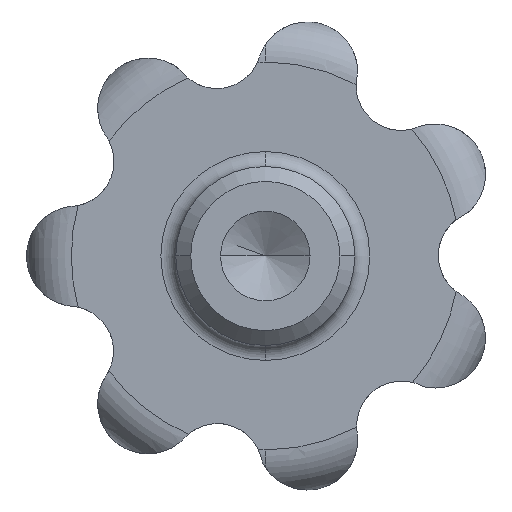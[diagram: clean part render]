
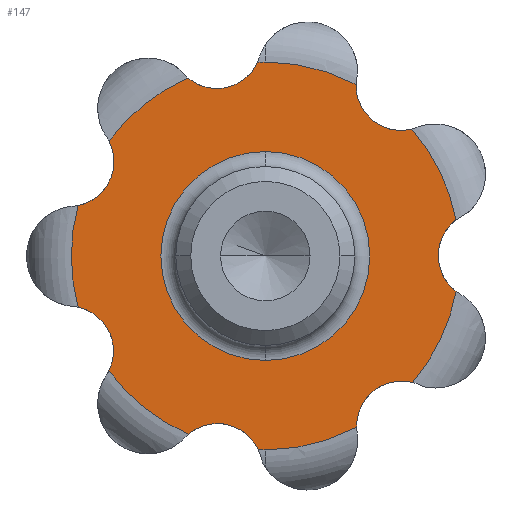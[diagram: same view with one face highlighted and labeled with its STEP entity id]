
A CAD part, front view. The second image highlights one B-rep face of the part: STEP entity #147.
In plain terms, the highlighted planar face has unit normal (0, -1, 0).
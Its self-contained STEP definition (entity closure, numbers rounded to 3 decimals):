
#147 = ADVANCED_FACE( '', ( #294, #295 ), #296, .T. );
#294 = FACE_OUTER_BOUND( '', #442, .T. );
#295 = FACE_BOUND( '', #443, .T. );
#296 = PLANE( '', #444 );
#442 = EDGE_LOOP( '', ( #1052, #1053, #1054, #1055, #1056, #1057, #1058, #1059, #1060, #1061, #1062, #1063, #1064, #1065, #1066, #1067 ) );
#443 = EDGE_LOOP( '', ( #1068, #1069, #1070 ) );
#444 = AXIS2_PLACEMENT_3D( '', #1071, #1072, #1073 );
#1052 = ORIENTED_EDGE( '', *, *, #1172, .T. );
#1053 = ORIENTED_EDGE( '', *, *, #1261, .F. );
#1054 = ORIENTED_EDGE( '', *, *, #1242, .T. );
#1055 = ORIENTED_EDGE( '', *, *, #1256, .F. );
#1056 = ORIENTED_EDGE( '', *, *, #1229, .T. );
#1057 = ORIENTED_EDGE( '', *, *, #1254, .F. );
#1058 = ORIENTED_EDGE( '', *, *, #1113, .F. );
#1059 = ORIENTED_EDGE( '', *, *, #1222, .T. );
#1060 = ORIENTED_EDGE( '', *, *, #1250, .F. );
#1061 = ORIENTED_EDGE( '', *, *, #1209, .T. );
#1062 = ORIENTED_EDGE( '', *, *, #1252, .F. );
#1063 = ORIENTED_EDGE( '', *, *, #1197, .T. );
#1064 = ORIENTED_EDGE( '', *, *, #1101, .F. );
#1065 = ORIENTED_EDGE( '', *, *, #1255, .F. );
#1066 = ORIENTED_EDGE( '', *, *, #1185, .T. );
#1067 = ORIENTED_EDGE( '', *, *, #1258, .F. );
#1068 = ORIENTED_EDGE( '', *, *, #1277, .T. );
#1069 = ORIENTED_EDGE( '', *, *, #1078, .T. );
#1070 = ORIENTED_EDGE( '', *, *, #1278, .T. );
#1071 = CARTESIAN_POINT( '', ( 10., 10., 0. ) );
#1072 = DIRECTION( '', ( 0., -1., 0. ) );
#1073 = DIRECTION( '', ( -1., 0., 0. ) );
#1078 = EDGE_CURVE( '', #1280, #1286, #1288, .T. );
#1101 = EDGE_CURVE( '', #1329, #1332, #1333, .T. );
#1113 = EDGE_CURVE( '', #1354, #1344, #1356, .T. );
#1172 = EDGE_CURVE( '', #1459, #1457, #1460, .T. );
#1185 = EDGE_CURVE( '', #1482, #1480, #1483, .T. );
#1197 = EDGE_CURVE( '', #1501, #1332, #1502, .T. );
#1209 = EDGE_CURVE( '', #1522, #1520, #1523, .T. );
#1222 = EDGE_CURVE( '', #1354, #1543, #1545, .T. );
#1229 = EDGE_CURVE( '', #1554, #1552, #1555, .T. );
#1242 = EDGE_CURVE( '', #1577, #1575, #1578, .T. );
#1250 = EDGE_CURVE( '', #1522, #1543, #1590, .T. );
#1252 = EDGE_CURVE( '', #1501, #1520, #1592, .T. );
#1254 = EDGE_CURVE( '', #1344, #1552, #1594, .T. );
#1255 = EDGE_CURVE( '', #1482, #1329, #1595, .T. );
#1256 = EDGE_CURVE( '', #1554, #1575, #1596, .T. );
#1258 = EDGE_CURVE( '', #1459, #1480, #1598, .T. );
#1261 = EDGE_CURVE( '', #1577, #1457, #1601, .T. );
#1277 = EDGE_CURVE( '', #1617, #1280, #1618, .T. );
#1278 = EDGE_CURVE( '', #1286, #1617, #1619, .T. );
#1280 = VERTEX_POINT( '', #1621 );
#1286 = VERTEX_POINT( '', #1627 );
#1288 = CIRCLE( '', #1629, 7. );
#1329 = VERTEX_POINT( '', #1750 );
#1332 = VERTEX_POINT( '', #1753 );
#1333 = CIRCLE( '', #1754, 13. );
#1344 = VERTEX_POINT( '', #1805 );
#1354 = VERTEX_POINT( '', #1850 );
#1356 = CIRCLE( '', #1855, 13. );
#1457 = VERTEX_POINT( '', #2257 );
#1459 = VERTEX_POINT( '', #2262 );
#1460 = CIRCLE( '', #2263, 3. );
#1480 = VERTEX_POINT( '', #2362 );
#1482 = VERTEX_POINT( '', #2367 );
#1483 = CIRCLE( '', #2368, 3. );
#1501 = VERTEX_POINT( '', #2465 );
#1502 = CIRCLE( '', #2466, 3. );
#1520 = VERTEX_POINT( '', #2558 );
#1522 = VERTEX_POINT( '', #2563 );
#1523 = CIRCLE( '', #2564, 3. );
#1543 = VERTEX_POINT( '', #2659 );
#1545 = CIRCLE( '', #2664, 3. );
#1552 = VERTEX_POINT( '', #2698 );
#1554 = VERTEX_POINT( '', #2703 );
#1555 = CIRCLE( '', #2704, 3. );
#1575 = VERTEX_POINT( '', #2803 );
#1577 = VERTEX_POINT( '', #2808 );
#1578 = CIRCLE( '', #2809, 3. );
#1590 = CIRCLE( '', #2862, 13. );
#1592 = CIRCLE( '', #2864, 13. );
#1594 = CIRCLE( '', #2866, 13. );
#1595 = CIRCLE( '', #2867, 13. );
#1596 = CIRCLE( '', #2868, 13. );
#1598 = CIRCLE( '', #2870, 13. );
#1601 = CIRCLE( '', #2873, 13. );
#1617 = VERTEX_POINT( '', #2889 );
#1618 = CIRCLE( '', #2890, 7. );
#1619 = CIRCLE( '', #2891, 7. );
#1621 = CARTESIAN_POINT( '', ( 0., 10., -7. ) );
#1627 = CARTESIAN_POINT( '', ( 0., 10., 7. ) );
#1629 = AXIS2_PLACEMENT_3D( '', #2904, #2905, #2906 );
#1750 = CARTESIAN_POINT( '', ( 0., 10., 13. ) );
#1753 = CARTESIAN_POINT( '', ( 6.081, 10., 11.49 ) );
#1754 = AXIS2_PLACEMENT_3D( '', #2941, #2942, #2943 );
#1805 = CARTESIAN_POINT( '', ( 0., 10., -13. ) );
#1850 = CARTESIAN_POINT( '', ( 6.121, 10., -11.469 ) );
#1855 = AXIS2_PLACEMENT_3D( '', #2953, #2954, #2955 );
#2257 = CARTESIAN_POINT( '', ( -12.552, 10., 3.384 ) );
#2262 = CARTESIAN_POINT( '', ( -10.476, 10., 7.698 ) );
#2263 = AXIS2_PLACEMENT_3D( '', #2995, #2996, #2997 );
#2362 = CARTESIAN_POINT( '', ( -5.186, 10., 11.921 ) );
#2367 = CARTESIAN_POINT( '', ( -0.519, 10., 12.99 ) );
#2368 = AXIS2_PLACEMENT_3D( '', #3001, #3002, #3003 );
#2465 = CARTESIAN_POINT( '', ( 9.828, 10., 8.51 ) );
#2466 = AXIS2_PLACEMENT_3D( '', #3007, #3008, #3009 );
#2558 = CARTESIAN_POINT( '', ( 12.774, 10., 2.416 ) );
#2563 = CARTESIAN_POINT( '', ( 12.782, 10., -2.371 ) );
#2564 = AXIS2_PLACEMENT_3D( '', #3013, #3014, #3015 );
#2659 = CARTESIAN_POINT( '', ( 9.857, 10., -8.476 ) );
#2664 = AXIS2_PLACEMENT_3D( '', #3019, #3020, #3021 );
#2698 = CARTESIAN_POINT( '', ( -0.474, 10., -12.991 ) );
#2703 = CARTESIAN_POINT( '', ( -5.144, 10., -11.939 ) );
#2704 = AXIS2_PLACEMENT_3D( '', #3025, #3026, #3027 );
#2803 = CARTESIAN_POINT( '', ( -10.48, 10., -7.692 ) );
#2808 = CARTESIAN_POINT( '', ( -12.538, 10., -3.435 ) );
#2809 = AXIS2_PLACEMENT_3D( '', #3031, #3032, #3033 );
#2862 = AXIS2_PLACEMENT_3D( '', #3035, #3036, #3037 );
#2864 = AXIS2_PLACEMENT_3D( '', #3041, #3042, #3043 );
#2866 = AXIS2_PLACEMENT_3D( '', #3047, #3048, #3049 );
#2867 = AXIS2_PLACEMENT_3D( '', #3050, #3051, #3052 );
#2868 = AXIS2_PLACEMENT_3D( '', #3053, #3054, #3055 );
#2870 = AXIS2_PLACEMENT_3D( '', #3059, #3060, #3061 );
#2873 = AXIS2_PLACEMENT_3D( '', #3068, #3069, #3070 );
#2889 = CARTESIAN_POINT( '', ( 7., 10., 0. ) );
#2890 = AXIS2_PLACEMENT_3D( '', #3116, #3117, #3118 );
#2891 = AXIS2_PLACEMENT_3D( '', #3119, #3120, #3121 );
#2904 = CARTESIAN_POINT( '', ( 0., 10., 0. ) );
#2905 = DIRECTION( '', ( 0., 1., 0. ) );
#2906 = DIRECTION( '', ( 1., 0., 0. ) );
#2941 = CARTESIAN_POINT( '', ( 0., 10., 0. ) );
#2942 = DIRECTION( '', ( 0., 1., 0. ) );
#2943 = DIRECTION( '', ( 1., 0., 0. ) );
#2953 = CARTESIAN_POINT( '', ( 0., 10., 0. ) );
#2954 = DIRECTION( '', ( 0., 1., 0. ) );
#2955 = DIRECTION( '', ( 1., 0., 0. ) );
#2995 = CARTESIAN_POINT( '', ( -13.143, 10., 6.325 ) );
#2996 = DIRECTION( '', ( 0., 1., 0. ) );
#2997 = DIRECTION( '', ( 0.085, 0., -0.996 ) );
#3001 = CARTESIAN_POINT( '', ( -3.256, 10., 14.218 ) );
#3002 = DIRECTION( '', ( 0., 1., 0. ) );
#3003 = DIRECTION( '', ( -0.725, 0., -0.688 ) );
#3007 = CARTESIAN_POINT( '', ( 9.08, 10., 11.415 ) );
#3008 = DIRECTION( '', ( 0., 1., 0. ) );
#3009 = DIRECTION( '', ( -0.991, 0., 0.137 ) );
#3013 = CARTESIAN_POINT( '', ( 14.586, 10., 0.025 ) );
#3014 = DIRECTION( '', ( 0., 1., 0. ) );
#3015 = DIRECTION( '', ( -0.511, 0., 0.86 ) );
#3019 = CARTESIAN_POINT( '', ( 9.12, 10., -11.384 ) );
#3020 = DIRECTION( '', ( 0., 1., 0. ) );
#3021 = DIRECTION( '', ( 0.353, 0., 0.935 ) );
#3025 = CARTESIAN_POINT( '', ( -3.207, 10., -14.229 ) );
#3026 = DIRECTION( '', ( 0., 1., 0. ) );
#3027 = DIRECTION( '', ( 0.952, 0., 0.307 ) );
#3031 = CARTESIAN_POINT( '', ( -13.171, 10., -6.367 ) );
#3032 = DIRECTION( '', ( 0., 1., 0. ) );
#3033 = DIRECTION( '', ( 0.829, 0., -0.559 ) );
#3035 = CARTESIAN_POINT( '', ( 0., 10., 0. ) );
#3036 = DIRECTION( '', ( 0., 1., 0. ) );
#3037 = DIRECTION( '', ( 1., 0., 0. ) );
#3041 = CARTESIAN_POINT( '', ( 0., 10., 0. ) );
#3042 = DIRECTION( '', ( 0., 1., 0. ) );
#3043 = DIRECTION( '', ( 1., 0., 0. ) );
#3047 = CARTESIAN_POINT( '', ( 0., 10., 0. ) );
#3048 = DIRECTION( '', ( 0., 1., 0. ) );
#3049 = DIRECTION( '', ( 1., 0., 0. ) );
#3050 = CARTESIAN_POINT( '', ( 0., 10., 0. ) );
#3051 = DIRECTION( '', ( 0., 1., 0. ) );
#3052 = DIRECTION( '', ( 1., 0., 0. ) );
#3053 = CARTESIAN_POINT( '', ( 0., 10., 0. ) );
#3054 = DIRECTION( '', ( 0., 1., 0. ) );
#3055 = DIRECTION( '', ( 1., 0., 0. ) );
#3059 = CARTESIAN_POINT( '', ( 0., 10., 0. ) );
#3060 = DIRECTION( '', ( 0., 1., 0. ) );
#3061 = DIRECTION( '', ( 1., 0., 0. ) );
#3068 = CARTESIAN_POINT( '', ( 0., 10., 0. ) );
#3069 = DIRECTION( '', ( 0., 1., 0. ) );
#3070 = DIRECTION( '', ( 1., 0., 0. ) );
#3116 = CARTESIAN_POINT( '', ( 0., 10., 0. ) );
#3117 = DIRECTION( '', ( 0., 1., 0. ) );
#3118 = DIRECTION( '', ( 1., 0., 0. ) );
#3119 = CARTESIAN_POINT( '', ( 0., 10., 0. ) );
#3120 = DIRECTION( '', ( 0., 1., 0. ) );
#3121 = DIRECTION( '', ( 1., 0., 0. ) );
